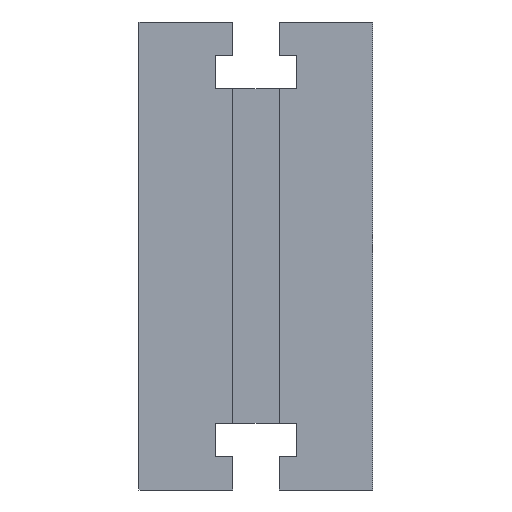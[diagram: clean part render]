
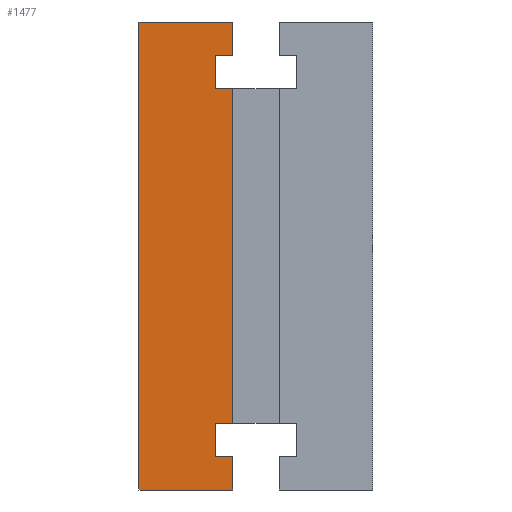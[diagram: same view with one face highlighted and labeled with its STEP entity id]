
A CAD part, left-side view. The second image highlights one B-rep face of the part: STEP entity #1477.
In plain terms, the highlighted planar face has unit normal (-1, 0, 0).
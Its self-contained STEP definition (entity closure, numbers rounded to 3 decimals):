
#951=VERTEX_POINT('',#2543);
#1007=EDGE_CURVE('',#1017,#1631,#2602,.T.);
#1013=VERTEX_POINT('',#2609);
#1017=VERTEX_POINT('',#2613);
#1025=EDGE_CURVE('',#951,#2153,#2621,.T.);
#1045=VERTEX_POINT('',#2641);
#1079=VERTEX_POINT('',#2679);
#1101=VERTEX_POINT('',#2701);
#1145=EDGE_CURVE('',#1969,#1101,#2748,.T.);
#1243=VERTEX_POINT('',#2854);
#1333=EDGE_CURVE('',#1243,#1513,#2947,.T.);
#1477=ADVANCED_FACE('',(#3107),#3108,.T.);
#1513=VERTEX_POINT('',#3146);
#1631=VERTEX_POINT('',#3272);
#1729=EDGE_CURVE('',#1895,#1017,#3382,.T.);
#1731=EDGE_CURVE('',#1895,#1513,#3384,.T.);
#1827=EDGE_CURVE('',#2153,#1969,#3491,.T.);
#1895=VERTEX_POINT('',#3565);
#1969=VERTEX_POINT('',#3646);
#2075=EDGE_CURVE('',#1013,#1079,#3762,.T.);
#2153=VERTEX_POINT('',#3849);
#2165=EDGE_CURVE('',#1243,#1045,#3866,.T.);
#2213=EDGE_CURVE('',#1079,#951,#3918,.T.);
#2221=EDGE_CURVE('',#1631,#1013,#3926,.T.);
#2321=EDGE_CURVE('',#1101,#1045,#4038,.T.);
#2543=CARTESIAN_POINT('',(-35.,12.0,120.0));
#2602=LINE('',#4428,#4429);
#2609=CARTESIAN_POINT('',(-35.0,7.,20.0));
#2613=CARTESIAN_POINT('',(-35.0,12.0,10.0));
#2621=LINE('',#4453,#4454);
#2641=CARTESIAN_POINT('',(-35.0,35.0,140.0));
#2679=CARTESIAN_POINT('',(-35.0,7.,120.0));
#2701=CARTESIAN_POINT('',(-35.0,7.,140.0));
#2748=LINE('',#4648,#4649);
#2854=CARTESIAN_POINT('',(-35.0,35.0,0.0));
#2947=LINE('',#4956,#4957);
#3107=FACE_OUTER_BOUND('',#5179,.T.);
#3108=PLANE('',#5180);
#3146=CARTESIAN_POINT('',(-35.0,7.,0.0));
#3272=CARTESIAN_POINT('',(-35.,12.0,20.0));
#3382=LINE('',#5558,#5559);
#3384=LINE('',#5562,#5563);
#3491=LINE('',#5713,#5714);
#3565=CARTESIAN_POINT('',(-35.0,7.,10.0));
#3646=CARTESIAN_POINT('',(-35.0,7.,130.0));
#3762=LINE('',#6089,#6090);
#3849=CARTESIAN_POINT('',(-35.0,12.0,130.0));
#3866=LINE('',#6233,#6234);
#3918=LINE('',#6310,#6311);
#3926=LINE('',#6322,#6323);
#4038=LINE('',#6480,#6481);
#4428=CARTESIAN_POINT('',(-35.0,12.0,42.5));
#4429=VECTOR('',#6742,1.0);
#4453=CARTESIAN_POINT('',(-35.0,12.0,95.0));
#4454=VECTOR('',#6757,1.0);
#4648=CARTESIAN_POINT('',(-35.0,7.,70.0));
#4649=VECTOR('',#6859,1.0);
#4956=CARTESIAN_POINT('',(-35.0,35.0,0.0));
#4957=VECTOR('',#7030,1.0);
#5179=EDGE_LOOP('',(#7237,#7238,#7239,#7240,#7241,#7242,#7243,#7244,#7245,#7246,#7247,#7248));
#5180=AXIS2_PLACEMENT_3D('',#7249,#7250,#7251);
#5558=CARTESIAN_POINT('',(-35.0,23.5,10.0));
#5559=VECTOR('',#7495,1.0);
#5562=CARTESIAN_POINT('',(-35.0,7.,70.0));
#5563=VECTOR('',#7496,1.0);
#5713=CARTESIAN_POINT('',(-35.0,7.,130.0));
#5714=VECTOR('',#7648,1.0);
#6089=CARTESIAN_POINT('',(-35.0,7.,70.0));
#6090=VECTOR('',#7937,1.0);
#6233=CARTESIAN_POINT('',(-35.0,35.0,70.0));
#6234=VECTOR('',#8053,1.0);
#6310=CARTESIAN_POINT('',(-35.0,7.0,120.0));
#6311=VECTOR('',#8116,1.0);
#6322=CARTESIAN_POINT('',(-35.0,23.5,20.0));
#6323=VECTOR('',#8118,1.0);
#6480=CARTESIAN_POINT('',(-35.0,35.0,140.0));
#6481=VECTOR('',#8251,1.0);
#6742=DIRECTION('',(0.0,0.0,1.0));
#6757=DIRECTION('',(0.0,0.0,1.0));
#6859=DIRECTION('',(0.0,0.0,1.0));
#7030=DIRECTION('',(0.0,-1.0,0.0));
#7237=ORIENTED_EDGE('',*,*,#2213,.T.);
#7238=ORIENTED_EDGE('',*,*,#1025,.T.);
#7239=ORIENTED_EDGE('',*,*,#1827,.T.);
#7240=ORIENTED_EDGE('',*,*,#1145,.T.);
#7241=ORIENTED_EDGE('',*,*,#2321,.T.);
#7242=ORIENTED_EDGE('',*,*,#2165,.F.);
#7243=ORIENTED_EDGE('',*,*,#1333,.T.);
#7244=ORIENTED_EDGE('',*,*,#1731,.F.);
#7245=ORIENTED_EDGE('',*,*,#1729,.T.);
#7246=ORIENTED_EDGE('',*,*,#1007,.T.);
#7247=ORIENTED_EDGE('',*,*,#2221,.T.);
#7248=ORIENTED_EDGE('',*,*,#2075,.T.);
#7249=CARTESIAN_POINT('',(-35.0,7.,70.0));
#7250=DIRECTION('',(-1.0,0.0,0.0));
#7251=DIRECTION('',(0.0,0.0,1.0));
#7495=DIRECTION('',(0.0,1.0,0.0));
#7496=DIRECTION('',(0.0,0.0,-1.0));
#7648=DIRECTION('',(0.0,-1.0,0.0));
#7937=DIRECTION('',(0.0,0.0,1.0));
#8053=DIRECTION('',(0.0,0.0,1.0));
#8116=DIRECTION('',(0.0,1.0,0.0));
#8118=DIRECTION('',(0.0,-1.0,0.0));
#8251=DIRECTION('',(0.0,1.0,0.0));
